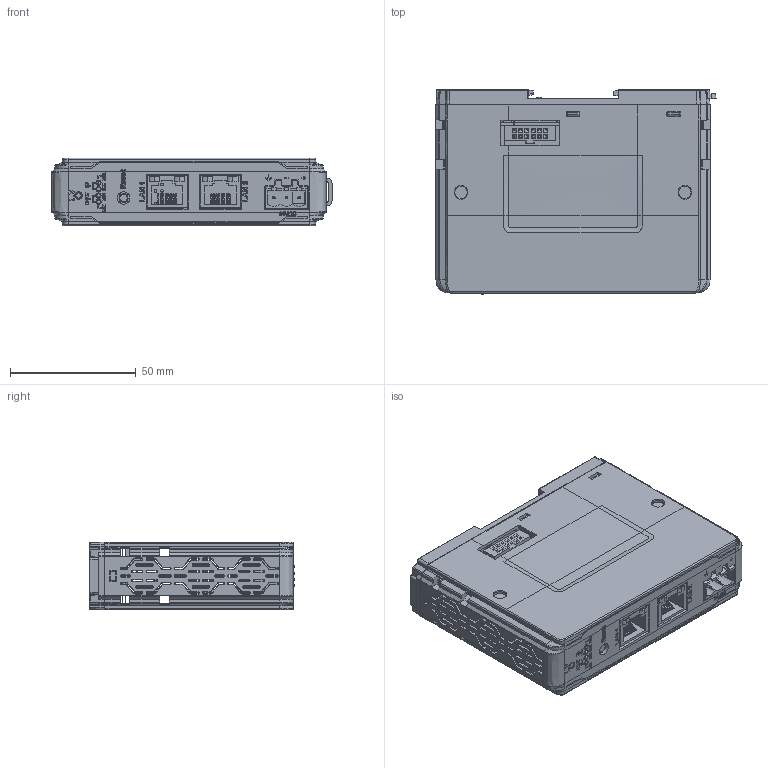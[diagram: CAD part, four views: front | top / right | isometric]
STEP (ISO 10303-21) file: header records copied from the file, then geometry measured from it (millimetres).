
FILE_DESCRIPTION (( 'STEP AP203' ), '1' );
FILE_NAME ('iR-ETN.STEP', '2018-03-27T03:54:06', ( '' ), ( '' ), 'SwSTEP 2.0', 'SolidWorks 2011', '' );
FILE_SCHEMA (( 'CONFIG_CONTROL_DESIGN' ));
Length unit declared in the file: millimetre
Products named in the file (1): iR-ETN
Bounding box: 111.4 x 81.42 x 27 mm (x, y, z)
Surface area: 70833.2 mm2 (no closed solid volume)
Topology: 0 solids, 35 shells, 1690 faces, 6784 edges, 5075 vertices
Faces by surface type: plane 988, cone 373, cylinder 206, bspline 78, torus 39, sphere 6
Entity records: 78156 total; most frequent: CARTESIAN_POINT 24499, ORIENTED_EDGE 10843, DIRECTION 9990, EDGE_CURVE 6770, VERTEX_POINT 5075, VECTOR 4400, LINE 4400, AXIS2_PLACEMENT_3D 2795
